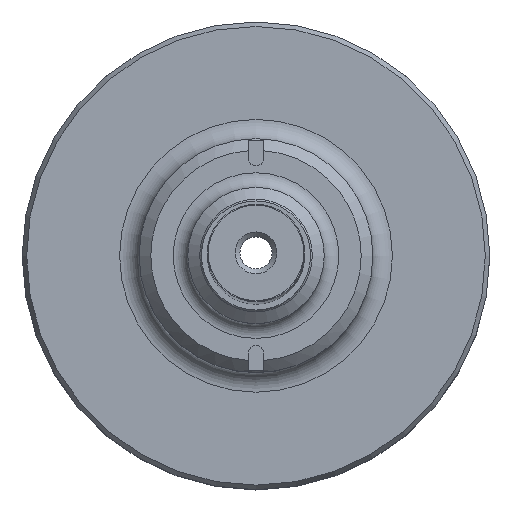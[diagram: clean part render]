
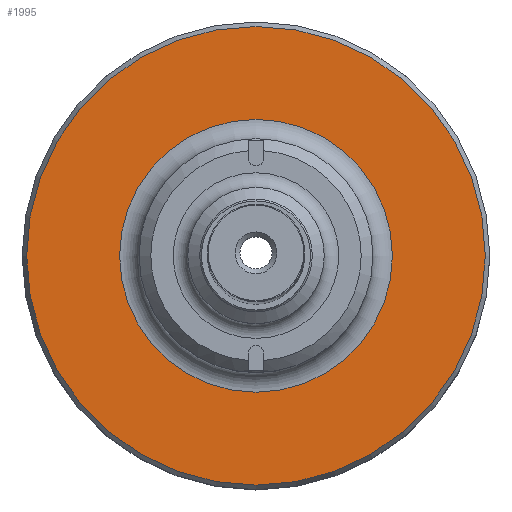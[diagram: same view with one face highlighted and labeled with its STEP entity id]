
A CAD part, top view. The second image highlights one B-rep face of the part: STEP entity #1995.
In plain terms, the highlighted planar face has unit normal (0, 0, 1).
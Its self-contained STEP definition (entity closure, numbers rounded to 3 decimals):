
#99 = CARTESIAN_POINT ( 'NONE',  ( -14., 0., -6.1 ) ) ;
#380 = DIRECTION ( 'NONE',  ( -1., 0., 0. ) ) ;
#489 = AXIS2_PLACEMENT_3D ( 'NONE', #1934, #3741, #380 ) ;
#765 = CARTESIAN_POINT ( 'NONE',  ( -23.538, 0., -6.1 ) ) ;
#891 = CIRCLE ( 'NONE', #489, 14. ) ;
#1062 = EDGE_CURVE ( 'NONE', #2077, #2077, #891, .T. ) ;
#1220 = DIRECTION ( 'NONE',  ( -1., 0., 0. ) ) ;
#1287 = AXIS2_PLACEMENT_3D ( 'NONE', #1473, #3875, #2048 ) ;
#1473 = CARTESIAN_POINT ( 'NONE',  ( 0., 0., -6.1 ) ) ;
#1550 = CARTESIAN_POINT ( 'NONE',  ( 12., 0., -6.1 ) ) ;
#1788 = EDGE_LOOP ( 'NONE', ( #1791 ) ) ;
#1791 = ORIENTED_EDGE ( 'NONE', *, *, #3636, .T. ) ;
#1934 = CARTESIAN_POINT ( 'NONE',  ( 0., 0., -6.1 ) ) ;
#1995 = ADVANCED_FACE ( 'NONE', ( #3290, #2856 ), #2815, .F. ) ;
#2038 = CIRCLE ( 'NONE', #1287, 23.538 ) ;
#2048 = DIRECTION ( 'NONE',  ( -1., 0., 0. ) ) ;
#2077 = VERTEX_POINT ( 'NONE', #99 ) ;
#2142 = EDGE_LOOP ( 'NONE', ( #2667 ) ) ;
#2492 = DIRECTION ( 'NONE',  ( 0., 0., -1. ) ) ;
#2667 = ORIENTED_EDGE ( 'NONE', *, *, #1062, .T. ) ;
#2815 = PLANE ( 'NONE',  #3592 ) ;
#2856 = FACE_OUTER_BOUND ( 'NONE', #1788, .T. ) ;
#3290 = FACE_BOUND ( 'NONE', #2142, .T. ) ;
#3592 = AXIS2_PLACEMENT_3D ( 'NONE', #1550, #2492, #1220 ) ;
#3636 = EDGE_CURVE ( 'NONE', #3750, #3750, #2038, .T. ) ;
#3741 = DIRECTION ( 'NONE',  ( 0., 0., -1. ) ) ;
#3750 = VERTEX_POINT ( 'NONE', #765 ) ;
#3875 = DIRECTION ( 'NONE',  ( 0., 0., 1. ) ) ;
